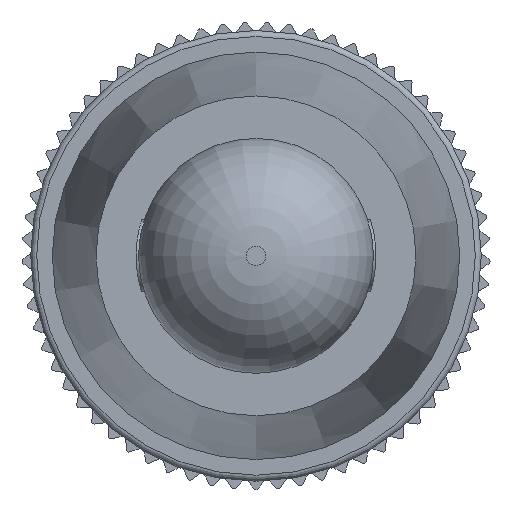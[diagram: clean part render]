
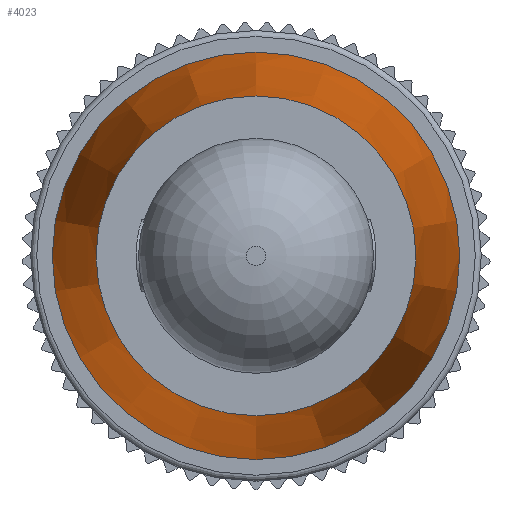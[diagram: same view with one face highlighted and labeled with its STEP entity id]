
A CAD part, front view. The second image highlights one B-rep face of the part: STEP entity #4023.
In plain terms, the highlighted conical face has half-angle 6 degrees and reference radius 4.318 mm.
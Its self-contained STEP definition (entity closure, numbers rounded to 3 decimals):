
#147 = AXIS2_PLACEMENT_3D ( 'NONE', #987, #7868, #9848 ) ;
#987 = CARTESIAN_POINT ( 'NONE',  ( 0., -8.077, 0. ) ) ;
#1157 = DIRECTION ( 'NONE',  ( 0., -1., 0. ) ) ;
#1667 = FACE_BOUND ( 'NONE', #14217, .T. ) ;
#2466 = CARTESIAN_POINT ( 'NONE',  ( 0., -16.916, -3.389 ) ) ;
#2721 = DIRECTION ( 'NONE',  ( 0., -1., 0. ) ) ;
#2812 = ORIENTED_EDGE ( 'NONE', *, *, #13104, .F. ) ;
#3264 = EDGE_LOOP ( 'NONE', ( #12806 ) ) ;
#4011 = CIRCLE ( 'NONE', #10702, 4.318 ) ;
#4023 = ADVANCED_FACE ( 'NONE', ( #1667, #12491 ), #13555, .T. ) ;
#4760 = CARTESIAN_POINT ( 'NONE',  ( 0., -8.077, -4.318 ) ) ;
#6275 = VERTEX_POINT ( 'NONE', #2466 ) ;
#7538 = AXIS2_PLACEMENT_3D ( 'NONE', #9688, #2721, #10868 ) ;
#7868 = DIRECTION ( 'NONE',  ( 0., 1., 0. ) ) ;
#8117 = CARTESIAN_POINT ( 'NONE',  ( 0., -8.077, 0. ) ) ;
#8477 = CIRCLE ( 'NONE', #7538, 3.389 ) ;
#9263 = DIRECTION ( 'NONE',  ( 0., 0., -1. ) ) ;
#9688 = CARTESIAN_POINT ( 'NONE',  ( 0., -16.916, 0. ) ) ;
#9848 = DIRECTION ( 'NONE',  ( 0., 0., -1. ) ) ;
#10062 = VERTEX_POINT ( 'NONE', #4760 ) ;
#10418 = EDGE_CURVE ( 'NONE', #10062, #10062, #4011, .T. ) ;
#10702 = AXIS2_PLACEMENT_3D ( 'NONE', #8117, #1157, #9263 ) ;
#10868 = DIRECTION ( 'NONE',  ( 0., 0., -1. ) ) ;
#12491 = FACE_OUTER_BOUND ( 'NONE', #3264, .T. ) ;
#12806 = ORIENTED_EDGE ( 'NONE', *, *, #10418, .T. ) ;
#13104 = EDGE_CURVE ( 'NONE', #6275, #6275, #8477, .T. ) ;
#13555 = CONICAL_SURFACE ( 'NONE', #147, 4.318, 0.105 ) ;
#14217 = EDGE_LOOP ( 'NONE', ( #2812 ) ) ;
